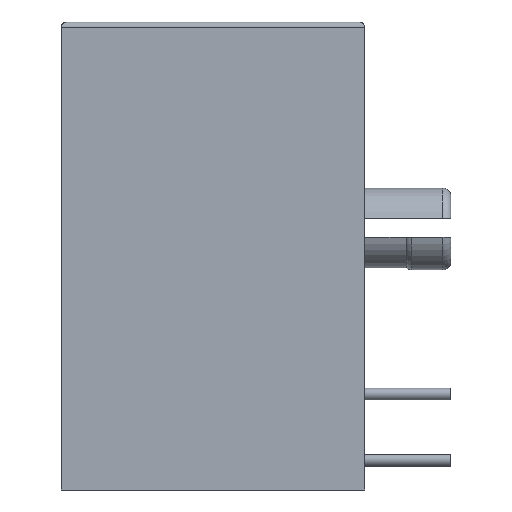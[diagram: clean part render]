
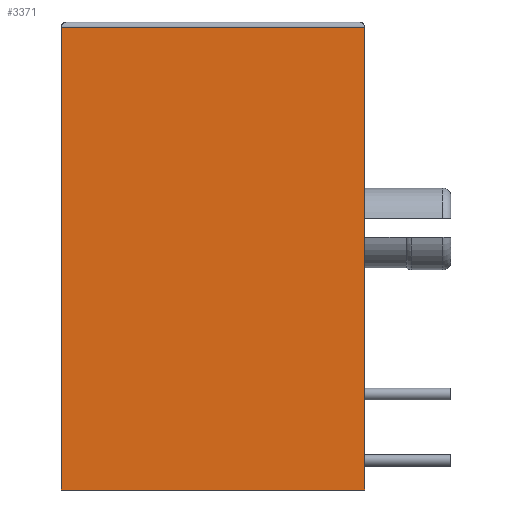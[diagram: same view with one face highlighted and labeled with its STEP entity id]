
A CAD part, left-side view. The second image highlights one B-rep face of the part: STEP entity #3371.
In plain terms, the highlighted planar face has unit normal (-1, 0, 0).
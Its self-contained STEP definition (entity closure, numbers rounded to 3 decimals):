
#149=LINE('',#5830,#489);
#194=LINE('',#5920,#534);
#235=LINE('',#6023,#575);
#236=LINE('',#6024,#576);
#489=VECTOR('',#3914,11.6);
#534=VECTOR('',#3975,17.7);
#575=VECTOR('',#4052,17.7);
#576=VECTOR('',#4053,11.6);
#822=PLANE('',#3584);
#939=FACE_OUTER_BOUND('',#1119,.T.);
#1119=EDGE_LOOP('',(#2434,#2435,#2436,#2437));
#1488=VERTEX_POINT('',#5827);
#1489=VERTEX_POINT('',#5829);
#1526=VERTEX_POINT('',#5919);
#1570=VERTEX_POINT('',#6022);
#1819=EDGE_CURVE('',#1489,#1488,#149,.T.);
#1864=EDGE_CURVE('',#1489,#1526,#194,.T.);
#1911=EDGE_CURVE('',#1488,#1570,#235,.T.);
#1912=EDGE_CURVE('',#1570,#1526,#236,.F.);
#2434=ORIENTED_EDGE('',*,*,#1911,.T.);
#2435=ORIENTED_EDGE('',*,*,#1912,.T.);
#2436=ORIENTED_EDGE('',*,*,#1864,.F.);
#2437=ORIENTED_EDGE('',*,*,#1819,.T.);
#3371=ADVANCED_FACE('',(#939),#822,.F.);
#3584=AXIS2_PLACEMENT_3D('',#6021,#4050,#4051);
#3914=DIRECTION('',(0.,-1.,0.));
#3975=DIRECTION('',(0.,0.,1.));
#4050=DIRECTION('center_axis',(1.,0.,0.));
#4051=DIRECTION('ref_axis',(0.,0.,-1.));
#4052=DIRECTION('',(0.,0.,1.));
#4053=DIRECTION('',(0.,-1.,0.));
#5827=CARTESIAN_POINT('',(-5.55,0.,-8.95));
#5829=CARTESIAN_POINT('',(-5.55,11.6,-8.95));
#5830=CARTESIAN_POINT('',(-5.55,11.6,-8.95));
#5919=CARTESIAN_POINT('',(-5.55,11.6,8.75));
#5920=CARTESIAN_POINT('',(-5.55,11.6,-8.95));
#6021=CARTESIAN_POINT('Origin',(-5.55,11.6,-8.95));
#6022=CARTESIAN_POINT('',(-5.55,0.,8.75));
#6023=CARTESIAN_POINT('',(-5.55,0.,-8.95));
#6024=CARTESIAN_POINT('',(-5.55,11.6,8.75));
